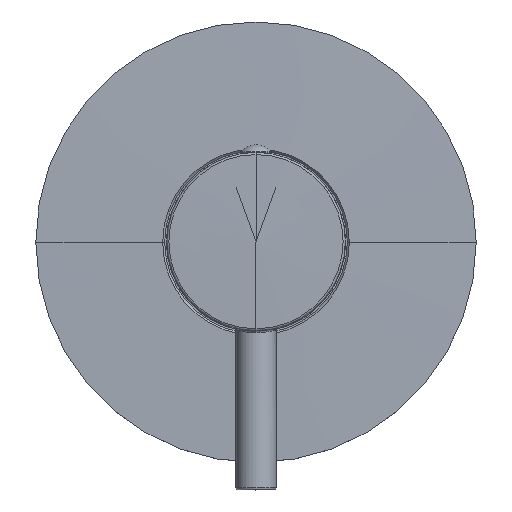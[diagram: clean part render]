
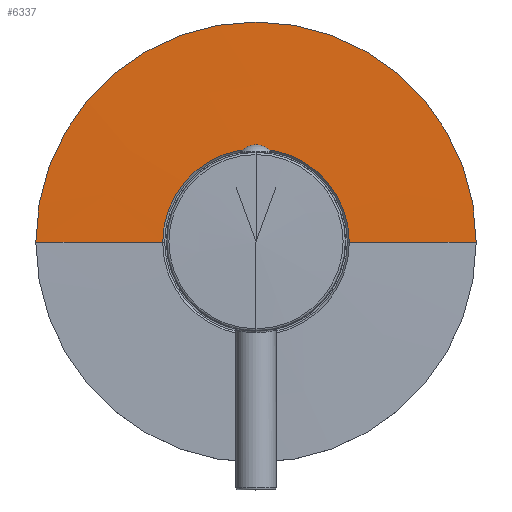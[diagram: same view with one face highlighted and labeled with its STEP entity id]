
A CAD part, top view. The second image highlights one B-rep face of the part: STEP entity #6337.
In plain terms, the highlighted conical face has half-angle 89 degrees and reference radius 39.154 mm.
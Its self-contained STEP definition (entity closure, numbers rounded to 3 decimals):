
#6139=CARTESIAN_POINT('',(0.,0.,54.053));
#6140=DIRECTION('',(0.,0.,1.));
#6141=DIRECTION('',(1.,0.,0.));
#6142=AXIS2_PLACEMENT_3D('',#6139,#6140,#6141);
#6144=CARTESIAN_POINT('',(0.,0.,53.5));
#6145=DIRECTION('',(0.,0.,-1.));
#6146=DIRECTION('',(-1.,0.,0.));
#6147=AXIS2_PLACEMENT_3D('',#6144,#6145,#6146);
#6154=DIRECTION('',(-1.,0.,0.017));
#6155=VECTOR('',#6154,31.696);
#6156=CARTESIAN_POINT('',(55.,0.,53.5));
#6157=LINE('',#6156,#6155);
#6163=DIRECTION('',(1.,0.,0.017));
#6164=VECTOR('',#6163,31.696);
#6165=CARTESIAN_POINT('',(-55.,0.,53.5));
#6166=LINE('',#6165,#6164);
#6176=CARTESIAN_POINT('',(-55.,0.,53.5));
#6178=VERTEX_POINT('',#6176);
#6180=CARTESIAN_POINT('',(55.,0.,53.5));
#6182=VERTEX_POINT('',#6180);
#6195=CARTESIAN_POINT('',(23.309,0.,
54.053));
#6196=CARTESIAN_POINT('',(-23.309,0.,54.053));
#6197=VERTEX_POINT('',#6195);
#6198=VERTEX_POINT('',#6196);
#6323=CARTESIAN_POINT('',(0.,0.,53.777));
#6324=DIRECTION('',(0.,0.,-1.));
#6325=DIRECTION('',(1.,0.,0.));
#6326=AXIS2_PLACEMENT_3D('',#6323,#6324,#6325);
#6327=CONICAL_SURFACE('',#6326,39.154,89.);
#6329=ORIENTED_EDGE('',*,*,#6328,.T.);
#6331=ORIENTED_EDGE('',*,*,#6330,.F.);
#6332=ORIENTED_EDGE('',*,*,#6210,.T.);
#6334=ORIENTED_EDGE('',*,*,#6333,.T.);
#6335=EDGE_LOOP('',(#6329,#6331,#6332,#6334));
#6336=FACE_OUTER_BOUND('',#6335,.F.);
#6337=ADVANCED_FACE('',(#6336),#6327,.T.);
#6143=CIRCLE('',#6142,23.309);
#6148=CIRCLE('',#6147,55.);
#6210=EDGE_CURVE('',#6178,#6182,#6148,.T.);
#6328=EDGE_CURVE('',#6197,#6198,#6143,.T.);
#6330=EDGE_CURVE('',#6178,#6198,#6166,.T.);
#6333=EDGE_CURVE('',#6182,#6197,#6157,.T.);
